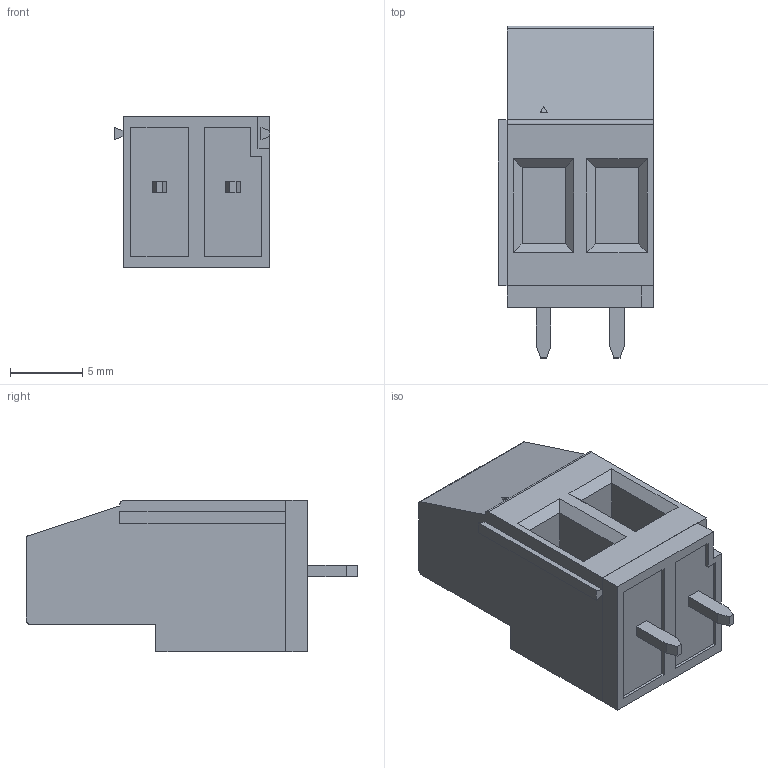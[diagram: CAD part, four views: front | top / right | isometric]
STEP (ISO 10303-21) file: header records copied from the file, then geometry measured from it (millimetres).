
FILE_DESCRIPTION (( 'STEP AP214' ), '1' );
FILE_NAME ('DG129-5.08-02P-14-00AH.STEP', '2021-01-12T19:42:27', ( '' ), ( '' ), 'SwSTEP 2.0', 'SolidWorks 2020', '' );
FILE_SCHEMA (( 'AUTOMOTIVE_DESIGN' ));
Length unit declared in the file: millimetre
Products named in the file (1): DG129-5.08-02P-14-00AH
Bounding box: 10.76 x 23 x 10.5 mm (x, y, z)
Volume: 1518 mm3; surface area: 1386.8 mm2
Topology: 1 solids, 1 shells, 431 faces, 1137 edges, 750 vertices
Faces by surface type: plane 222, bspline 178, cylinder 19, torus 10, cone 2
Entity records: 25515 total; most frequent: CARTESIAN_POINT 12385, ORIENTED_EDGE 2274, DIRECTION 1357, EDGE_CURVE 1137, VERTEX_POINT 750, LINE 705, VECTOR 705, EDGE_LOOP 473
